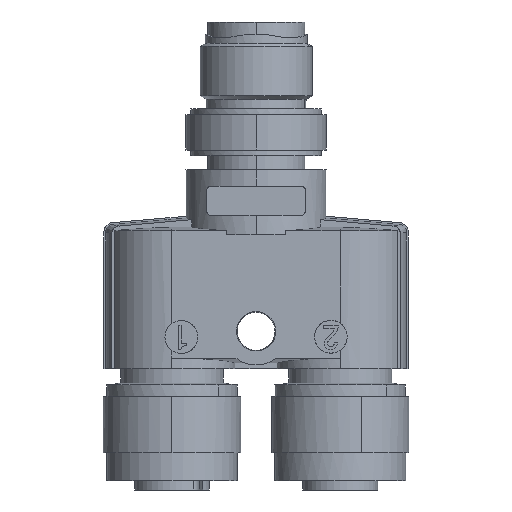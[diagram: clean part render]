
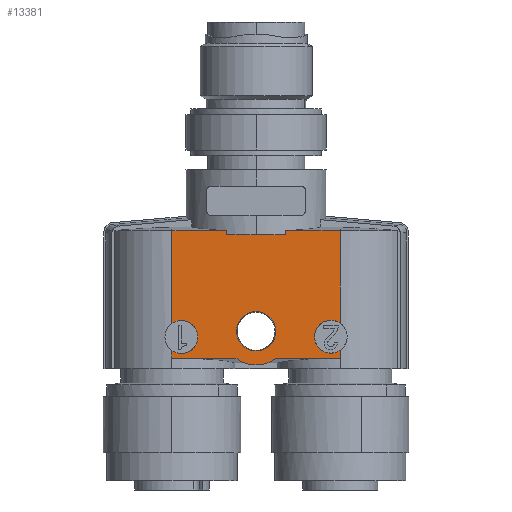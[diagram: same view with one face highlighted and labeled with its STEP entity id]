
A CAD part, left-side view. The second image highlights one B-rep face of the part: STEP entity #13381.
In plain terms, the highlighted planar face has unit normal (-1, 0, 0).
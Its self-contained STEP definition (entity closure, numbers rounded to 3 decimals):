
#55=DIRECTION('',(0.,0.,-1.));
#56=VECTOR('',#55,0.458);
#57=CARTESIAN_POINT('',(13.683,35.024,-30.982));
#58=LINE('',#57,#56);
#197=DIRECTION('',(0.,0.,1.));
#198=VECTOR('',#197,0.458);
#199=CARTESIAN_POINT('',(13.683,28.696,-31.441));
#200=LINE('',#199,#198);
#2694=DIRECTION('',(0.,0.,-1.));
#2695=VECTOR('',#2694,0.864);
#2696=CARTESIAN_POINT('',(13.683,22.86,-43.786));
#2697=LINE('',#2696,#2695);
#2701=DIRECTION('',(0.,0.,-1.));
#2702=VECTOR('',#2701,9.931);
#2703=CARTESIAN_POINT('',(13.683,22.86,-30.982));
#2704=LINE('',#2703,#2702);
#2722=CARTESIAN_POINT('',(13.683,29.7,-44.65));
#2789=DIRECTION('',(0.,0.,1.));
#2790=VECTOR('',#2789,9.963);
#2791=CARTESIAN_POINT('',(13.683,40.86,-40.946));
#2792=LINE('',#2791,#2790);
#2796=DIRECTION('',(0.,0.,1.));
#2797=VECTOR('',#2796,0.832);
#2798=CARTESIAN_POINT('',(13.683,40.86,-44.65));
#2799=LINE('',#2798,#2797);
#3048=DIRECTION('',(0.,1.,0.));
#3049=VECTOR('',#3048,6.328);
#3050=CARTESIAN_POINT('',(13.683,28.696,-31.441));
#3051=LINE('',#3050,#3049);
#3055=DIRECTION('',(0.,1.,0.));
#3056=VECTOR('',#3055,5.836);
#3057=CARTESIAN_POINT('',(13.683,22.86,-30.982));
#3058=LINE('',#3057,#3056);
#3062=CARTESIAN_POINT('',(13.683,23.86,-42.35));
#3063=DIRECTION('',(1.,0.,0.));
#3064=DIRECTION('',(0.,1.,0.));
#3065=AXIS2_PLACEMENT_3D('',#3062,#3063,#3064);
#3070=CARTESIAN_POINT('',(13.683,23.86,-42.35));
#3071=DIRECTION('',(1.,0.,0.));
#3072=DIRECTION('',(0.,-0.571,-0.821));
#3073=AXIS2_PLACEMENT_3D('',#3070,#3071,#3072);
#3078=DIRECTION('',(0.,-1.,0.));
#3079=VECTOR('',#3078,6.84);
#3080=CARTESIAN_POINT('',(13.683,29.7,-44.65));
#3081=LINE('',#3080,#3079);
#3085=CARTESIAN_POINT('',(13.683,31.86,-41.77));
#3086=DIRECTION('',(-1.,0.,0.));
#3087=DIRECTION('',(0.,0.6,-0.8));
#3088=AXIS2_PLACEMENT_3D('',#3085,#3086,#3087);
#3093=DIRECTION('',(0.,-1.,0.));
#3094=VECTOR('',#3093,6.84);
#3095=CARTESIAN_POINT('',(13.683,40.86,-44.65));
#3096=LINE('',#3095,#3094);
#3100=CARTESIAN_POINT('',(13.683,39.86,-42.382));
#3101=DIRECTION('',(1.,0.,0.));
#3102=DIRECTION('',(0.,-1.,0.));
#3103=AXIS2_PLACEMENT_3D('',#3100,#3101,#3102);
#3108=CARTESIAN_POINT('',(13.683,39.86,-42.382));
#3109=DIRECTION('',(1.,0.,0.));
#3110=DIRECTION('',(0.,0.571,0.821));
#3111=AXIS2_PLACEMENT_3D('',#3108,#3109,#3110);
#3116=DIRECTION('',(0.,1.,0.));
#3117=VECTOR('',#3116,5.836);
#3118=CARTESIAN_POINT('',(13.683,35.024,-30.982));
#3119=LINE('',#3118,#3117);
#3123=CARTESIAN_POINT('',(13.683,31.86,-41.77));
#3124=DIRECTION('',(1.,0.,0.));
#3125=DIRECTION('',(0.,1.,0.));
#3126=AXIS2_PLACEMENT_3D('',#3123,#3124,#3125);
#3131=CARTESIAN_POINT('',(13.683,31.86,-41.77));
#3132=DIRECTION('',(1.,0.,0.));
#3133=DIRECTION('',(0.,-1.,0.));
#3134=AXIS2_PLACEMENT_3D('',#3131,#3132,#3133);
#3159=CARTESIAN_POINT('',(13.683,28.696,-30.982));
#4230=CARTESIAN_POINT('',(13.683,40.86,-43.818));
#8599=CARTESIAN_POINT('',(13.683,40.86,-30.982));
#8600=VERTEX_POINT('',#8599);
#8601=CARTESIAN_POINT('',(13.683,40.86,-40.946));
#8602=VERTEX_POINT('',#8601);
#8604=VERTEX_POINT('',#4230);
#8605=CARTESIAN_POINT('',(13.683,40.86,-44.65));
#8606=VERTEX_POINT('',#8605);
#8655=CARTESIAN_POINT('',(13.683,35.024,-30.982));
#8656=VERTEX_POINT('',#8655);
#8732=CARTESIAN_POINT('',(13.683,22.86,-30.982));
#8734=VERTEX_POINT('',#8732);
#8789=CARTESIAN_POINT('',(13.683,38.11,-42.382));
#8790=VERTEX_POINT('',#8789);
#8878=VERTEX_POINT('',#2722);
#8879=CARTESIAN_POINT('',(13.683,22.86,-44.65));
#8880=VERTEX_POINT('',#8879);
#8925=VERTEX_POINT('',#3159);
#8954=CARTESIAN_POINT('',(13.683,35.024,-31.441));
#8956=VERTEX_POINT('',#8954);
#8957=CARTESIAN_POINT('',(13.683,28.696,-31.441));
#8958=VERTEX_POINT('',#8957);
#9233=CARTESIAN_POINT('',(13.683,34.02,-44.65));
#9234=VERTEX_POINT('',#9233);
#9235=CARTESIAN_POINT('',(13.683,33.96,-41.77));
#9236=VERTEX_POINT('',#9235);
#9237=CARTESIAN_POINT('',(13.683,29.76,-41.77));
#9238=VERTEX_POINT('',#9237);
#9241=CARTESIAN_POINT('',(13.683,25.61,-42.35));
#9242=VERTEX_POINT('',#9241);
#9243=CARTESIAN_POINT('',(13.683,22.86,-40.914));
#9244=VERTEX_POINT('',#9243);
#9253=CARTESIAN_POINT('',(13.683,22.86,-43.786));
#9254=VERTEX_POINT('',#9253);
#13344=CARTESIAN_POINT('',(13.683,107.436,-72.63));
#13345=DIRECTION('',(-1.,0.,0.));
#13346=DIRECTION('',(0.,-1.,0.));
#13347=AXIS2_PLACEMENT_3D('',#13344,#13345,#13346);
#13348=PLANE('',#13347);
#13349=ORIENTED_EDGE('',*,*,#9953,.T.);
#13351=ORIENTED_EDGE('',*,*,#13350,.F.);
#13352=ORIENTED_EDGE('',*,*,#10046,.T.);
#13354=ORIENTED_EDGE('',*,*,#13353,.F.);
#13355=ORIENTED_EDGE('',*,*,#12863,.T.);
#13357=ORIENTED_EDGE('',*,*,#13356,.F.);
#13359=ORIENTED_EDGE('',*,*,#13358,.F.);
#13360=ORIENTED_EDGE('',*,*,#12857,.T.);
#13361=ORIENTED_EDGE('',*,*,#12909,.F.);
#13363=ORIENTED_EDGE('',*,*,#13362,.F.);
#13365=ORIENTED_EDGE('',*,*,#13364,.F.);
#13366=ORIENTED_EDGE('',*,*,#12982,.T.);
#13368=ORIENTED_EDGE('',*,*,#13367,.F.);
#13370=ORIENTED_EDGE('',*,*,#13369,.F.);
#13371=ORIENTED_EDGE('',*,*,#12976,.T.);
#13372=ORIENTED_EDGE('',*,*,#13329,.F.);
#13373=EDGE_LOOP('',(#13349,#13351,#13352,#13354,#13355,#13357,#13359,#13360,
#13361,#13363,#13365,#13366,#13368,#13370,#13371,#13372));
#13374=FACE_OUTER_BOUND('',#13373,.F.);
#13376=ORIENTED_EDGE('',*,*,#13375,.F.);
#13378=ORIENTED_EDGE('',*,*,#13377,.F.);
#13379=EDGE_LOOP('',(#13376,#13378));
#13380=FACE_BOUND('',#13379,.F.);
#13381=ADVANCED_FACE('',(#13374,#13380),#13348,.T.);
#3066=CIRCLE('',#3065,1.75);
#3074=CIRCLE('',#3073,1.75);
#3089=CIRCLE('',#3088,3.6);
#3104=CIRCLE('',#3103,1.75);
#3112=CIRCLE('',#3111,1.75);
#3127=CIRCLE('',#3126,2.1);
#3135=CIRCLE('',#3134,2.1);
#9953=EDGE_CURVE('',#8656,#8956,#58,.T.);
#10046=EDGE_CURVE('',#8958,#8925,#200,.T.);
#12857=EDGE_CURVE('',#9254,#8880,#2697,.T.);
#12863=EDGE_CURVE('',#8734,#9244,#2704,.T.);
#12909=EDGE_CURVE('',#8878,#8880,#3081,.T.);
#12976=EDGE_CURVE('',#8602,#8600,#2792,.T.);
#12982=EDGE_CURVE('',#8606,#8604,#2799,.T.);
#13329=EDGE_CURVE('',#8656,#8600,#3119,.T.);
#13350=EDGE_CURVE('',#8958,#8956,#3051,.T.);
#13353=EDGE_CURVE('',#8734,#8925,#3058,.T.);
#13356=EDGE_CURVE('',#9242,#9244,#3066,.T.);
#13358=EDGE_CURVE('',#9254,#9242,#3074,.T.);
#13362=EDGE_CURVE('',#9234,#8878,#3089,.T.);
#13364=EDGE_CURVE('',#8606,#9234,#3096,.T.);
#13367=EDGE_CURVE('',#8790,#8604,#3104,.T.);
#13369=EDGE_CURVE('',#8602,#8790,#3112,.T.);
#13375=EDGE_CURVE('',#9236,#9238,#3127,.T.);
#13377=EDGE_CURVE('',#9238,#9236,#3135,.T.);
